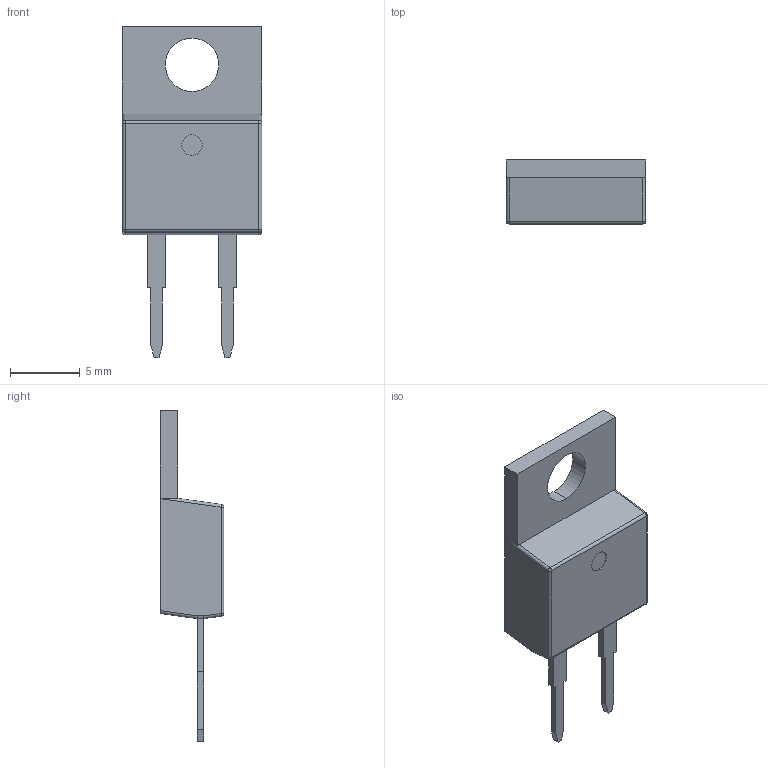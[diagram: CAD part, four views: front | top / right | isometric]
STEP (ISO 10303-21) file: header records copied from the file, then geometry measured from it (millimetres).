
FILE_DESCRIPTION (( 'STEP AP214' ), '1' );
FILE_NAME ('ITO-220AC_2PIN-L10.5-W5.0-H20.0-P5.08.step', '2022-09-16T06:27:08', ( '' ), ( '' ), 'SwSTEP 2.0', 'SolidWorks 2020', '' );
FILE_SCHEMA (( 'AUTOMOTIVE_DESIGN' ));
Length unit declared in the file: millimetre
Products named in the file (1): ITO-220AC_2PIN-L10.5-W5.0-H20.0-P5.08
Bounding box: 10 x 4.57 x 23.75 mm (x, y, z)
Volume: 453.2 mm3; surface area: 645.3 mm2
Topology: 2 solids, 2 shells, 293 faces, 785 edges, 512 vertices
Faces by surface type: plane 175, bspline 98, cylinder 16, sphere 4
Entity records: 10391 total; most frequent: CARTESIAN_POINT 2923, ORIENTED_EDGE 1562, DIRECTION 983, EDGE_CURVE 781, LINE 551, VECTOR 551, VERTEX_POINT 512, EDGE_LOOP 315
